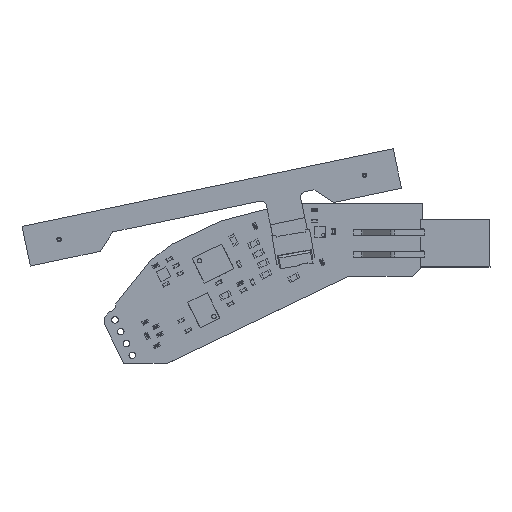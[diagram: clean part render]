
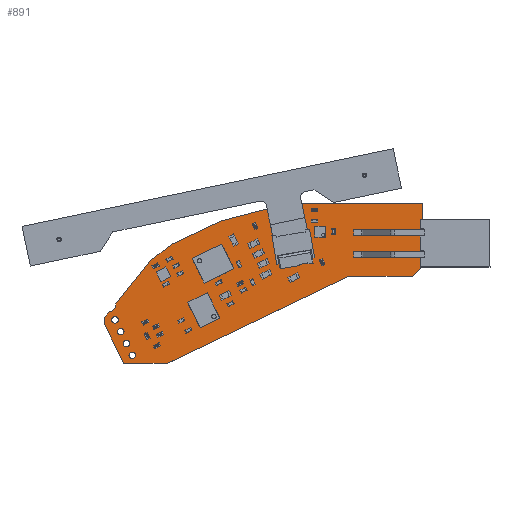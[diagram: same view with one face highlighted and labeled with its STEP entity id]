
A CAD part, top view. The second image highlights one B-rep face of the part: STEP entity #891.
In plain terms, the highlighted planar face has unit normal (0, 0, 1).
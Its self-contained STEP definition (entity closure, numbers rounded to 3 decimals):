
#296 = VERTEX_POINT('',#297);
#297 = CARTESIAN_POINT('',(-21.5,-5.7,0.61));
#303 = EDGE_CURVE('',#296,#304,#306,.T.);
#304 = VERTEX_POINT('',#305);
#305 = CARTESIAN_POINT('',(-21.5,-5.,0.61));
#306 = LINE('',#307,#308);
#307 = CARTESIAN_POINT('',(-21.5,-5.7,0.61));
#308 = VECTOR('',#309,1.);
#309 = DIRECTION('',(0.,1.,0.));
#334 = EDGE_CURVE('',#304,#335,#337,.T.);
#335 = VERTEX_POINT('',#336);
#336 = CARTESIAN_POINT('',(-21.075,-4.525,0.61));
#337 = LINE('',#338,#339);
#338 = CARTESIAN_POINT('',(-21.5,-5.,0.61));
#339 = VECTOR('',#340,1.);
#340 = DIRECTION('',(0.667,0.745,0.));
#365 = EDGE_CURVE('',#335,#366,#368,.T.);
#366 = VERTEX_POINT('',#367);
#367 = CARTESIAN_POINT('',(-20.503,-3.797,0.61));
#368 = CIRCLE('',#369,0.653);
#369 = AXIS2_PLACEMENT_3D('',#370,#371,#372);
#370 = CARTESIAN_POINT('',(-21.152,-3.876,0.61));
#371 = DIRECTION('',(0.,0.,1.));
#372 = DIRECTION('',(0.117,-0.993,0.));
#398 = EDGE_CURVE('',#366,#399,#401,.T.);
#399 = VERTEX_POINT('',#400);
#400 = CARTESIAN_POINT('',(-17.4,0.1,0.61));
#401 = LINE('',#402,#403);
#402 = CARTESIAN_POINT('',(-20.503,-3.797,0.61));
#403 = VECTOR('',#404,1.);
#404 = DIRECTION('',(0.623,0.782,0.));
#429 = EDGE_CURVE('',#399,#430,#432,.T.);
#430 = VERTEX_POINT('',#431);
#431 = CARTESIAN_POINT('',(-15.444,1.633,0.61));
#432 = LINE('',#433,#434);
#433 = CARTESIAN_POINT('',(-17.4,0.1,0.61));
#434 = VECTOR('',#435,1.);
#435 = DIRECTION('',(0.787,0.617,0.));
#460 = EDGE_CURVE('',#430,#461,#463,.T.);
#461 = VERTEX_POINT('',#462);
#462 = CARTESIAN_POINT('',(-10.961,3.76,0.61));
#463 = LINE('',#464,#465);
#464 = CARTESIAN_POINT('',(-15.444,1.633,0.61));
#465 = VECTOR('',#466,1.);
#466 = DIRECTION('',(0.903,0.429,0.));
#491 = EDGE_CURVE('',#461,#492,#494,.T.);
#492 = VERTEX_POINT('',#493);
#493 = CARTESIAN_POINT('',(-4.673,5.4,0.61));
#494 = LINE('',#495,#496);
#495 = CARTESIAN_POINT('',(-10.961,3.76,0.61));
#496 = VECTOR('',#497,1.);
#497 = DIRECTION('',(0.968,0.252,0.));
#522 = EDGE_CURVE('',#492,#523,#525,.T.);
#523 = VERTEX_POINT('',#524);
#524 = CARTESIAN_POINT('',(7.5,5.4,0.61));
#525 = LINE('',#526,#527);
#526 = CARTESIAN_POINT('',(-4.673,5.4,0.61));
#527 = VECTOR('',#528,1.);
#528 = DIRECTION('',(1.,0.,0.));
#553 = EDGE_CURVE('',#523,#554,#556,.T.);
#554 = VERTEX_POINT('',#555);
#555 = CARTESIAN_POINT('',(7.5,-0.339,0.61));
#556 = LINE('',#557,#558);
#557 = CARTESIAN_POINT('',(7.5,5.4,0.61));
#558 = VECTOR('',#559,1.);
#559 = DIRECTION('',(0.,-1.,0.));
#584 = EDGE_CURVE('',#554,#585,#587,.T.);
#585 = VERTEX_POINT('',#586);
#586 = CARTESIAN_POINT('',(6.564,-1.275,0.61));
#587 = LINE('',#588,#589);
#588 = CARTESIAN_POINT('',(7.5,-0.339,0.61));
#589 = VECTOR('',#590,1.);
#590 = DIRECTION('',(-0.707,-0.707,0.));
#615 = EDGE_CURVE('',#585,#616,#618,.T.);
#616 = VERTEX_POINT('',#617);
#617 = CARTESIAN_POINT('',(0.75,-1.275,0.61));
#618 = LINE('',#619,#620);
#619 = CARTESIAN_POINT('',(6.564,-1.275,0.61));
#620 = VECTOR('',#621,1.);
#621 = DIRECTION('',(-1.,0.,0.));
#646 = EDGE_CURVE('',#616,#647,#649,.T.);
#647 = VERTEX_POINT('',#648);
#648 = CARTESIAN_POINT('',(-15.808,-9.225,0.61));
#649 = LINE('',#650,#651);
#650 = CARTESIAN_POINT('',(0.75,-1.275,0.61));
#651 = VECTOR('',#652,1.);
#652 = DIRECTION('',(-0.901,-0.433,0.));
#677 = EDGE_CURVE('',#647,#678,#680,.T.);
#678 = VERTEX_POINT('',#679);
#679 = CARTESIAN_POINT('',(-19.8,-9.225,0.61));
#680 = LINE('',#681,#682);
#681 = CARTESIAN_POINT('',(-15.808,-9.225,0.61));
#682 = VECTOR('',#683,1.);
#683 = DIRECTION('',(-1.,0.,0.));
#708 = EDGE_CURVE('',#678,#296,#709,.T.);
#709 = LINE('',#710,#711);
#710 = CARTESIAN_POINT('',(-19.8,-9.225,0.61));
#711 = VECTOR('',#712,1.);
#712 = DIRECTION('',(-0.434,0.901,0.));
#732 = VERTEX_POINT('',#733);
#733 = CARTESIAN_POINT('',(-19.754,-6.332,0.61));
#739 = EDGE_CURVE('',#732,#732,#740,.T.);
#740 = CIRCLE('',#741,0.3);
#741 = AXIS2_PLACEMENT_3D('',#742,#743,#744);
#742 = CARTESIAN_POINT('',(-20.054,-6.332,0.61));
#743 = DIRECTION('',(0.,0.,1.));
#744 = DIRECTION('',(1.,0.,0.));
#765 = VERTEX_POINT('',#766);
#766 = CARTESIAN_POINT('',(-20.28,-5.253,0.61));
#772 = EDGE_CURVE('',#765,#765,#773,.T.);
#773 = CIRCLE('',#774,0.3);
#774 = AXIS2_PLACEMENT_3D('',#775,#776,#777);
#775 = CARTESIAN_POINT('',(-20.58,-5.253,0.61));
#776 = DIRECTION('',(0.,0.,1.));
#777 = DIRECTION('',(1.,0.,0.));
#798 = VERTEX_POINT('',#799);
#799 = CARTESIAN_POINT('',(-18.702,-8.489,0.61));
#805 = EDGE_CURVE('',#798,#798,#806,.T.);
#806 = CIRCLE('',#807,0.3);
#807 = AXIS2_PLACEMENT_3D('',#808,#809,#810);
#808 = CARTESIAN_POINT('',(-19.002,-8.489,0.61));
#809 = DIRECTION('',(0.,0.,1.));
#810 = DIRECTION('',(1.,0.,0.));
#831 = VERTEX_POINT('',#832);
#832 = CARTESIAN_POINT('',(-19.228,-7.41,0.61));
#838 = EDGE_CURVE('',#831,#831,#839,.T.);
#839 = CIRCLE('',#840,0.3);
#840 = AXIS2_PLACEMENT_3D('',#841,#842,#843);
#841 = CARTESIAN_POINT('',(-19.528,-7.41,0.61));
#842 = DIRECTION('',(0.,0.,1.));
#843 = DIRECTION('',(1.,0.,0.));
#891 = ADVANCED_FACE('',(#892,#908,#911,#914,#917),#920,.T.);
#892 = FACE_BOUND('',#893,.F.);
#893 = EDGE_LOOP('',(#894,#895,#896,#897,#898,#899,#900,#901,#902,#903,
    #904,#905,#906,#907));
#894 = ORIENTED_EDGE('',*,*,#303,.T.);
#895 = ORIENTED_EDGE('',*,*,#334,.T.);
#896 = ORIENTED_EDGE('',*,*,#365,.T.);
#897 = ORIENTED_EDGE('',*,*,#398,.T.);
#898 = ORIENTED_EDGE('',*,*,#429,.T.);
#899 = ORIENTED_EDGE('',*,*,#460,.T.);
#900 = ORIENTED_EDGE('',*,*,#491,.T.);
#901 = ORIENTED_EDGE('',*,*,#522,.T.);
#902 = ORIENTED_EDGE('',*,*,#553,.T.);
#903 = ORIENTED_EDGE('',*,*,#584,.T.);
#904 = ORIENTED_EDGE('',*,*,#615,.T.);
#905 = ORIENTED_EDGE('',*,*,#646,.T.);
#906 = ORIENTED_EDGE('',*,*,#677,.T.);
#907 = ORIENTED_EDGE('',*,*,#708,.T.);
#908 = FACE_BOUND('',#909,.T.);
#909 = EDGE_LOOP('',(#910));
#910 = ORIENTED_EDGE('',*,*,#739,.F.);
#911 = FACE_BOUND('',#912,.T.);
#912 = EDGE_LOOP('',(#913));
#913 = ORIENTED_EDGE('',*,*,#772,.F.);
#914 = FACE_BOUND('',#915,.T.);
#915 = EDGE_LOOP('',(#916));
#916 = ORIENTED_EDGE('',*,*,#805,.F.);
#917 = FACE_BOUND('',#918,.T.);
#918 = EDGE_LOOP('',(#919));
#919 = ORIENTED_EDGE('',*,*,#838,.F.);
#920 = PLANE('',#921);
#921 = AXIS2_PLACEMENT_3D('',#922,#923,#924);
#922 = CARTESIAN_POINT('',(-21.5,-5.7,0.61));
#923 = DIRECTION('',(0.,0.,1.));
#924 = DIRECTION('',(1.,0.,0.));
